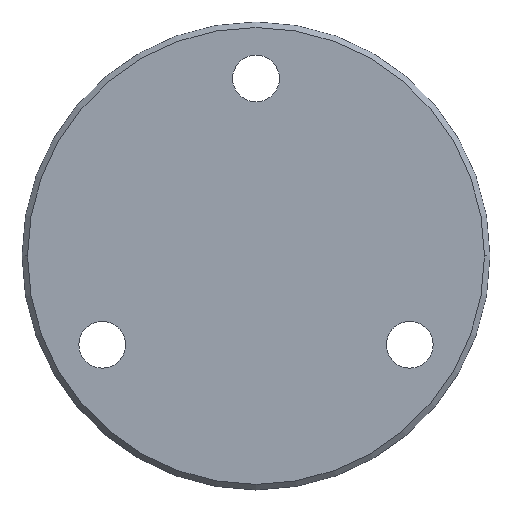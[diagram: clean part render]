
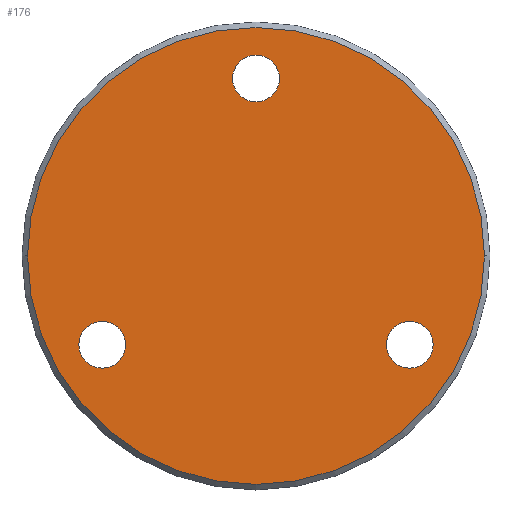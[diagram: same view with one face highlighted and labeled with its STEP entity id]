
A CAD part, top view. The second image highlights one B-rep face of the part: STEP entity #176.
In plain terms, the highlighted planar face has unit normal (0, 0, 1).
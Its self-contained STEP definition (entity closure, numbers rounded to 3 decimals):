
#13 = AXIS2_PLACEMENT_3D ( 'NONE', #74, #277, #112 ) ;
#16 = CARTESIAN_POINT ( 'NONE',  ( 0., 0., 6. ) ) ;
#21 = VERTEX_POINT ( 'NONE', #199 ) ;
#28 = EDGE_CURVE ( 'NONE', #21, #320, #252, .T. ) ;
#37 = EDGE_CURVE ( 'NONE', #51, #89, #232, .T. ) ;
#38 = CARTESIAN_POINT ( 'NONE',  ( 41.5, 0., 6. ) ) ;
#42 = CIRCLE ( 'NONE', #13, 4.25 ) ;
#48 = ORIENTED_EDGE ( 'NONE', *, *, #212, .F. ) ;
#51 = VERTEX_POINT ( 'NONE', #395 ) ;
#52 = EDGE_CURVE ( 'NONE', #89, #51, #42, .T. ) ;
#54 = ORIENTED_EDGE ( 'NONE', *, *, #71, .F. ) ;
#60 = DIRECTION ( 'NONE',  ( 0., 0., 1. ) ) ;
#67 = CARTESIAN_POINT ( 'NONE',  ( -4.25, 32.25, 6. ) ) ;
#70 = DIRECTION ( 'NONE',  ( 1., 0., 0. ) ) ;
#71 = EDGE_CURVE ( 'NONE', #375, #121, #210, .T. ) ;
#73 = AXIS2_PLACEMENT_3D ( 'NONE', #328, #243, #325 ) ;
#74 = CARTESIAN_POINT ( 'NONE',  ( -27.929, -16.125, 6. ) ) ;
#77 = DIRECTION ( 'NONE',  ( 1., 0., 0. ) ) ;
#89 = VERTEX_POINT ( 'NONE', #397 ) ;
#95 = DIRECTION ( 'NONE',  ( 0., 0., 1. ) ) ;
#96 = CARTESIAN_POINT ( 'NONE',  ( 4.25, 32.25, 6. ) ) ;
#102 = CARTESIAN_POINT ( 'NONE',  ( 0., 32.25, 6. ) ) ;
#111 = AXIS2_PLACEMENT_3D ( 'NONE', #241, #208, #77 ) ;
#112 = DIRECTION ( 'NONE',  ( 1., 0., 0. ) ) ;
#113 = DIRECTION ( 'NONE',  ( 1., 0., 0. ) ) ;
#121 = VERTEX_POINT ( 'NONE', #363 ) ;
#125 = ORIENTED_EDGE ( 'NONE', *, *, #37, .F. ) ;
#129 = ORIENTED_EDGE ( 'NONE', *, *, #52, .F. ) ;
#131 = AXIS2_PLACEMENT_3D ( 'NONE', #321, #95, #194 ) ;
#149 = DIRECTION ( 'NONE',  ( 0., 0., 1. ) ) ;
#151 = PLANE ( 'NONE',  #340 ) ;
#166 = ORIENTED_EDGE ( 'NONE', *, *, #28, .T. ) ;
#169 = EDGE_LOOP ( 'NONE', ( #170, #54 ) ) ;
#170 = ORIENTED_EDGE ( 'NONE', *, *, #303, .F. ) ;
#176 = ADVANCED_FACE ( 'NONE', ( #204, #396, #244, #213 ), #151, .T. ) ;
#181 = DIRECTION ( 'NONE',  ( 0., 0., 1. ) ) ;
#183 = EDGE_CURVE ( 'NONE', #320, #21, #264, .T. ) ;
#186 = AXIS2_PLACEMENT_3D ( 'NONE', #192, #60, #382 ) ;
#192 = CARTESIAN_POINT ( 'NONE',  ( 0., 32.25, 6. ) ) ;
#194 = DIRECTION ( 'NONE',  ( 1., 0., 0. ) ) ;
#199 = CARTESIAN_POINT ( 'NONE',  ( -41.5, 0., 6. ) ) ;
#200 = CIRCLE ( 'NONE', #186, 4.25 ) ;
#204 = FACE_OUTER_BOUND ( 'NONE', #260, .T. ) ;
#208 = DIRECTION ( 'NONE',  ( 0., 0., 1. ) ) ;
#210 = CIRCLE ( 'NONE', #73, 4.25 ) ;
#212 = EDGE_CURVE ( 'NONE', #297, #352, #281, .T. ) ;
#213 = FACE_BOUND ( 'NONE', #292, .T. ) ;
#232 = CIRCLE ( 'NONE', #111, 4.25 ) ;
#235 = ORIENTED_EDGE ( 'NONE', *, *, #270, .F. ) ;
#241 = CARTESIAN_POINT ( 'NONE',  ( -27.929, -16.125, 6. ) ) ;
#242 = DIRECTION ( 'NONE',  ( 0., 0., 1. ) ) ;
#243 = DIRECTION ( 'NONE',  ( 0., 0., 1. ) ) ;
#244 = FACE_BOUND ( 'NONE', #383, .T. ) ;
#252 = CIRCLE ( 'NONE', #411, 41.5 ) ;
#258 = AXIS2_PLACEMENT_3D ( 'NONE', #102, #390, #70 ) ;
#260 = EDGE_LOOP ( 'NONE', ( #166, #316 ) ) ;
#264 = CIRCLE ( 'NONE', #272, 41.5 ) ;
#270 = EDGE_CURVE ( 'NONE', #352, #297, #200, .T. ) ;
#272 = AXIS2_PLACEMENT_3D ( 'NONE', #315, #242, #335 ) ;
#277 = DIRECTION ( 'NONE',  ( 0., 0., 1. ) ) ;
#281 = CIRCLE ( 'NONE', #258, 4.25 ) ;
#292 = EDGE_LOOP ( 'NONE', ( #125, #129 ) ) ;
#297 = VERTEX_POINT ( 'NONE', #67 ) ;
#303 = EDGE_CURVE ( 'NONE', #121, #375, #339, .T. ) ;
#315 = CARTESIAN_POINT ( 'NONE',  ( 0., 0., 6. ) ) ;
#316 = ORIENTED_EDGE ( 'NONE', *, *, #183, .T. ) ;
#320 = VERTEX_POINT ( 'NONE', #38 ) ;
#321 = CARTESIAN_POINT ( 'NONE',  ( 27.929, -16.125, 6. ) ) ;
#325 = DIRECTION ( 'NONE',  ( 1., 0., 0. ) ) ;
#328 = CARTESIAN_POINT ( 'NONE',  ( 27.929, -16.125, 6. ) ) ;
#329 = CARTESIAN_POINT ( 'NONE',  ( 0., 0., 6. ) ) ;
#331 = DIRECTION ( 'NONE',  ( 1., 0., 0. ) ) ;
#335 = DIRECTION ( 'NONE',  ( 1., 0., 0. ) ) ;
#339 = CIRCLE ( 'NONE', #131, 4.25 ) ;
#340 = AXIS2_PLACEMENT_3D ( 'NONE', #329, #181, #113 ) ;
#352 = VERTEX_POINT ( 'NONE', #96 ) ;
#363 = CARTESIAN_POINT ( 'NONE',  ( 23.679, -16.125, 6. ) ) ;
#369 = CARTESIAN_POINT ( 'NONE',  ( 32.179, -16.125, 6. ) ) ;
#375 = VERTEX_POINT ( 'NONE', #369 ) ;
#382 = DIRECTION ( 'NONE',  ( 1., 0., 0. ) ) ;
#383 = EDGE_LOOP ( 'NONE', ( #48, #235 ) ) ;
#390 = DIRECTION ( 'NONE',  ( 0., 0., 1. ) ) ;
#395 = CARTESIAN_POINT ( 'NONE',  ( -32.179, -16.125, 6. ) ) ;
#396 = FACE_BOUND ( 'NONE', #169, .T. ) ;
#397 = CARTESIAN_POINT ( 'NONE',  ( -23.679, -16.125, 6. ) ) ;
#411 = AXIS2_PLACEMENT_3D ( 'NONE', #16, #149, #331 ) ;
